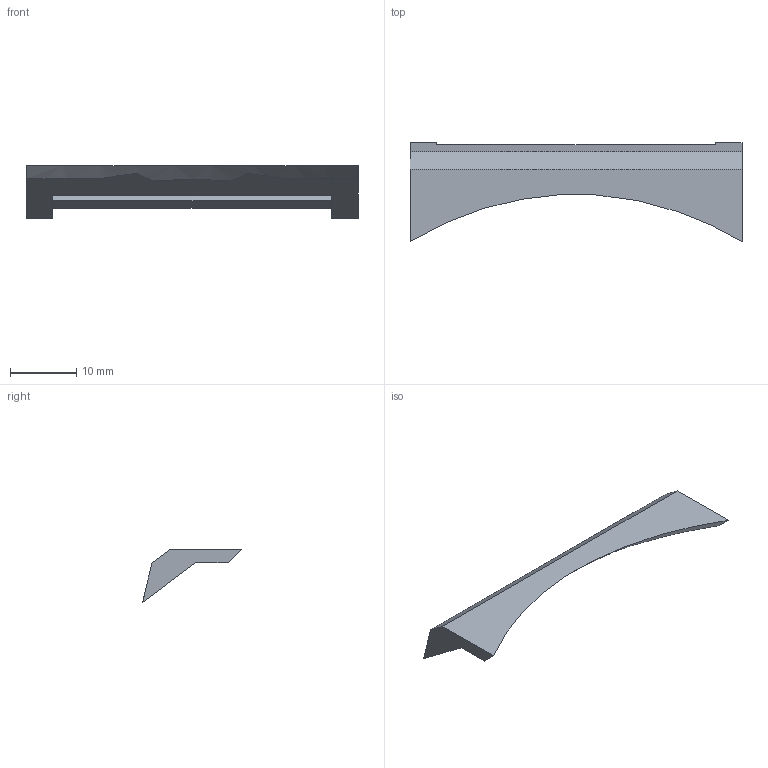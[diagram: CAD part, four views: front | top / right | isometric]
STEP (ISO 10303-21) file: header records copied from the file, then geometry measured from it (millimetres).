
FILE_DESCRIPTION(/* description */ (''),/* implementation_level */ '2;1');
FILE_NAME(/* name */ 'drziak rain senz.stp',/* time_stamp */ '2023-02-01T20:46:52+01:00',/* author */ (''),/* organization */ (''),/* preprocessor_version */ 'ST-DEVELOPER v15.2',/* originating_system */ 'Autodesk Translator Framework v2.0.0.5431',/* authorisation */ '');
FILE_SCHEMA (('AUTOMOTIVE_DESIGN { 1 0 10303 214 3 1 1 }'));
Length unit declared in the file: centimetre
Products named in the file (1): (Unsaved)
Bounding box: 50 x 14.89 x 8.02 mm (x, y, z)
Volume: 1023.7 mm3; surface area: 1534.7 mm2
Topology: 1 solids, 1 shells, 22 faces, 58 edges, 38 vertices
Faces by surface type: plane 21, cylinder 1
Entity records: 693 total; most frequent: CARTESIAN_POINT 119, ORIENTED_EDGE 116, DIRECTION 112, EDGE_CURVE 58, LINE 50, VECTOR 50, VERTEX_POINT 38, AXIS2_PLACEMENT_3D 31
